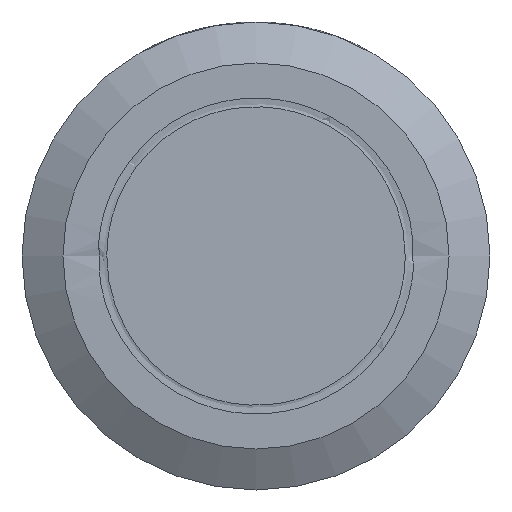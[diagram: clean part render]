
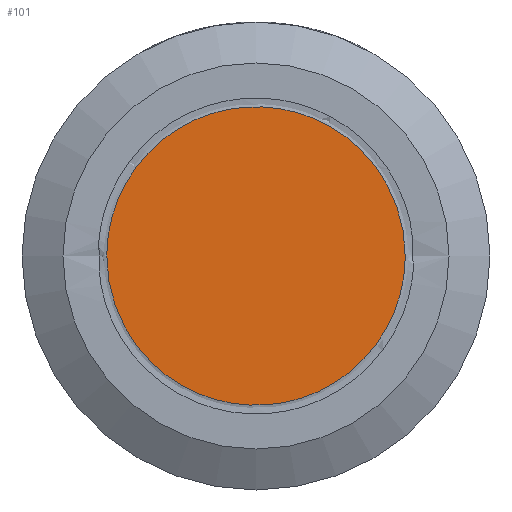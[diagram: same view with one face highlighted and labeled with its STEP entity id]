
A CAD part, front view. The second image highlights one B-rep face of the part: STEP entity #101.
In plain terms, the highlighted planar face has unit normal (0, -1, 0).
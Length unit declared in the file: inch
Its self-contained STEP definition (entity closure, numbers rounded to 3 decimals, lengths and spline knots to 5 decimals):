
#11 = CARTESIAN_POINT ( 'NONE',  ( -0.03065, 0., 0.04034 ) ) ;
#15 = DIRECTION ( 'NONE',  ( 0., -1., 0. ) ) ;
#16 = LINE ( 'NONE', #427, #421 ) ;
#17 = VERTEX_POINT ( 'NONE', #225 ) ;
#37 = CARTESIAN_POINT ( 'NONE',  ( -0.01995, 0., -0.04607 ) ) ;
#39 = CARTESIAN_POINT ( 'NONE',  ( 0.04603, 0., -0.02005 ) ) ;
#41 = CARTESIAN_POINT ( 'NONE',  ( -0.05018, 0., -0.00341 ) ) ;
#57 = EDGE_CURVE ( 'NONE', #623, #69, #241, .T. ) ;
#62 = CARTESIAN_POINT ( 'NONE',  ( -0.0502, 0., 0. ) ) ;
#65 = CARTESIAN_POINT ( 'NONE',  ( 0.04769, 0., 0.01568 ) ) ;
#67 = CARTESIAN_POINT ( 'NONE',  ( 0.04692, 0., 0.01786 ) ) ;
#69 = VERTEX_POINT ( 'NONE', #602 ) ;
#82 = CARTESIAN_POINT ( 'NONE',  ( 0.0412, 0., -0.02905 ) ) ;
#98 = CARTESIAN_POINT ( 'NONE',  ( -0.04769, 0., -0.01568 ) ) ;
#101 = ADVANCED_FACE ( 'NONE', ( #512 ), #124, .T. ) ;
#122 = CARTESIAN_POINT ( 'NONE',  ( 0.02383, 0., 0.04425 ) ) ;
#124 = PLANE ( 'NONE',  #202 ) ;
#138 = CARTESIAN_POINT ( 'NONE',  ( 0.00329, 0., -0.05019 ) ) ;
#141 = CARTESIAN_POINT ( 'NONE',  ( 0.04419, 0., -0.02392 ) ) ;
#144 = CARTESIAN_POINT ( 'NONE',  ( 0.04639, 0., -0.01919 ) ) ;
#170 = CARTESIAN_POINT ( 'NONE',  ( -0.01332, 0., 0.04845 ) ) ;
#173 = CARTESIAN_POINT ( 'NONE',  ( -0.00329, 0., 0.05019 ) ) ;
#184 = CARTESIAN_POINT ( 'NONE',  ( -0.04903, 0., 0.01253 ) ) ;
#189 = CARTESIAN_POINT ( 'NONE',  ( 0.0502, 0., 0. ) ) ;
#191 = CARTESIAN_POINT ( 'NONE',  ( -0.02896, 0., -0.04126 ) ) ;
#193 = CARTESIAN_POINT ( 'NONE',  ( -0.01909, 0., -0.04643 ) ) ;
#202 = AXIS2_PLACEMENT_3D ( 'NONE', #538, #15, #442 ) ;
#221 = CARTESIAN_POINT ( 'NONE',  ( 0.04972, 0., 0.0081 ) ) ;
#225 = CARTESIAN_POINT ( 'NONE',  ( -0.0502, 0., -0.00023 ) ) ;
#227 = CARTESIAN_POINT ( 'NONE',  ( 0.04403, 0., 0.02508 ) ) ;
#233 = CARTESIAN_POINT ( 'NONE',  ( -0.0502, 0., 0.00638 ) ) ;
#234 = CARTESIAN_POINT ( 'NONE',  ( -0.01243, 0., -0.04905 ) ) ;
#236 = CARTESIAN_POINT ( 'NONE',  ( -0.0502, 0., 0. ) ) ;
#241 = LINE ( 'NONE', #345, #588 ) ;
#242 = CARTESIAN_POINT ( 'NONE',  ( -0.04603, 0., 0.02005 ) ) ;
#250 = CARTESIAN_POINT ( 'NONE',  ( -0.04692, 0., -0.01786 ) ) ;
#251 = CARTESIAN_POINT ( 'NONE',  ( 0.01776, 0., -0.04696 ) ) ;
#254 = CARTESIAN_POINT ( 'NONE',  ( 0.0502, 0., 0. ) ) ;
#278 = EDGE_LOOP ( 'NONE', ( #525, #491, #391, #457 ) ) ;
#280 = EDGE_CURVE ( 'NONE', #17, #623, #328, .T. ) ;
#284 = CARTESIAN_POINT ( 'NONE',  ( -0.01707, 0., 0.04721 ) ) ;
#290 = CARTESIAN_POINT ( 'NONE',  ( 0.04842, 0., 0.01343 ) ) ;
#295 = DIRECTION ( 'NONE',  ( -0.002, 0., 1. ) ) ;
#298 = CARTESIAN_POINT ( 'NONE',  ( -0.04639, 0., 0.01919 ) ) ;
#307 = CARTESIAN_POINT ( 'NONE',  ( 0.04531, 0., -0.02162 ) ) ;
#313 = CARTESIAN_POINT ( 'NONE',  ( -0.02383, 0., -0.04425 ) ) ;
#314 = CARTESIAN_POINT ( 'NONE',  ( 0.02498, 0., -0.04409 ) ) ;
#328 = B_SPLINE_CURVE_WITH_KNOTS ( 'NONE', 3,
 ( #498, #41, #549, #562, #98, #417, #250, #631, #627, #364, #191, #313, #683, #37, #193, #234, #444, #138, #410, #358, #555, #503, #251, #314, #616, #621, #82, #141, #307, #39, #144, #415, #678, #189 ),
 .UNSPECIFIED., .F., .F.,
 ( 4, 1, 1, 2, 2, 2, 1, 1, 2, 2, 2, 1, 1, 2, 2, 2, 1, 1, 2, 2, 4 ),
 ( 0., 0.0625, 0.09375, 0.10938, 0.125, 0.25, 0.3125, 0.34375, 0.35938, 0.375, 0.5, 0.5625, 0.59375, 0.60938, 0.625, 0.75, 0.8125, 0.84375, 0.85938, 0.875, 1. ),
 .UNSPECIFIED. ) ;
#335 = CARTESIAN_POINT ( 'NONE',  ( 0.0502, 0., 0.00023 ) ) ;
#341 = CARTESIAN_POINT ( 'NONE',  ( -0.02498, 0., 0.04409 ) ) ;
#345 = CARTESIAN_POINT ( 'NONE',  ( 0.0502, 0., 0. ) ) ;
#358 = CARTESIAN_POINT ( 'NONE',  ( 0.01332, 0., -0.04845 ) ) ;
#364 = CARTESIAN_POINT ( 'NONE',  ( -0.03293, 0., -0.03805 ) ) ;
#383 = B_SPLINE_CURVE_WITH_KNOTS ( 'NONE', 3,
 ( #335, #541, #221, #290, #65, #392, #67, #227, #492, #600, #441, #122, #658, #660, #394, #446, #493, #173, #545, #170, #590, #284, #652, #341, #11, #490, #439, #487, #553, #242, #298, #184, #233, #236 ),
 .UNSPECIFIED., .F., .F.,
 ( 4, 1, 1, 2, 2, 2, 1, 1, 2, 2, 2, 1, 1, 2, 2, 2, 1, 1, 2, 2, 4 ),
 ( 0., 0.0625, 0.09375, 0.10938, 0.125, 0.25, 0.3125, 0.34375, 0.35938, 0.375, 0.5, 0.5625, 0.59375, 0.60938, 0.625, 0.75, 0.8125, 0.84375, 0.85938, 0.875, 1. ),
 .UNSPECIFIED. ) ;
#385 = VERTEX_POINT ( 'NONE', #62 ) ;
#391 = ORIENTED_EDGE ( 'NONE', *, *, #57, .T. ) ;
#392 = CARTESIAN_POINT ( 'NONE',  ( 0.04717, 0., 0.01718 ) ) ;
#394 = CARTESIAN_POINT ( 'NONE',  ( 0.01909, 0., 0.04643 ) ) ;
#403 = EDGE_CURVE ( 'NONE', #69, #385, #383, .T. ) ;
#410 = CARTESIAN_POINT ( 'NONE',  ( 0.00798, 0., -0.04974 ) ) ;
#415 = CARTESIAN_POINT ( 'NONE',  ( 0.04903, 0., -0.01253 ) ) ;
#417 = CARTESIAN_POINT ( 'NONE',  ( -0.04717, 0., -0.01718 ) ) ;
#421 = VECTOR ( 'NONE', #576, 39.37008 ) ;
#427 = CARTESIAN_POINT ( 'NONE',  ( -0.0502, 0., 0. ) ) ;
#439 = CARTESIAN_POINT ( 'NONE',  ( -0.0412, 0., 0.02905 ) ) ;
#441 = CARTESIAN_POINT ( 'NONE',  ( 0.02896, 0., 0.04126 ) ) ;
#442 = DIRECTION ( 'NONE',  ( 0., 0., -1. ) ) ;
#444 = CARTESIAN_POINT ( 'NONE',  ( -0.00625, 0., -0.05021 ) ) ;
#446 = CARTESIAN_POINT ( 'NONE',  ( 0.01243, 0., 0.04905 ) ) ;
#457 = ORIENTED_EDGE ( 'NONE', *, *, #403, .T. ) ;
#470 = EDGE_CURVE ( 'NONE', #385, #17, #16, .T. ) ;
#487 = CARTESIAN_POINT ( 'NONE',  ( -0.04419, 0., 0.02392 ) ) ;
#490 = CARTESIAN_POINT ( 'NONE',  ( -0.03797, 0., 0.03301 ) ) ;
#491 = ORIENTED_EDGE ( 'NONE', *, *, #280, .T. ) ;
#492 = CARTESIAN_POINT ( 'NONE',  ( 0.04027, 0., 0.03075 ) ) ;
#493 = CARTESIAN_POINT ( 'NONE',  ( 0.00625, 0., 0.05021 ) ) ;
#498 = CARTESIAN_POINT ( 'NONE',  ( -0.0502, 0., -0.00023 ) ) ;
#503 = CARTESIAN_POINT ( 'NONE',  ( 0.01707, 0., -0.04721 ) ) ;
#512 = FACE_OUTER_BOUND ( 'NONE', #278, .T. ) ;
#525 = ORIENTED_EDGE ( 'NONE', *, *, #470, .T. ) ;
#538 = CARTESIAN_POINT ( 'NONE',  ( 0., 0., 0. ) ) ;
#541 = CARTESIAN_POINT ( 'NONE',  ( 0.05018, 0., 0.00341 ) ) ;
#545 = CARTESIAN_POINT ( 'NONE',  ( -0.00798, 0., 0.04974 ) ) ;
#549 = CARTESIAN_POINT ( 'NONE',  ( -0.04972, 0., -0.0081 ) ) ;
#553 = CARTESIAN_POINT ( 'NONE',  ( -0.04531, 0., 0.02162 ) ) ;
#555 = CARTESIAN_POINT ( 'NONE',  ( 0.01557, 0., -0.04773 ) ) ;
#562 = CARTESIAN_POINT ( 'NONE',  ( -0.04842, 0., -0.01343 ) ) ;
#576 = DIRECTION ( 'NONE',  ( 0.002, 0., -1. ) ) ;
#588 = VECTOR ( 'NONE', #295, 39.37008 ) ;
#590 = CARTESIAN_POINT ( 'NONE',  ( -0.01557, 0., 0.04773 ) ) ;
#600 = CARTESIAN_POINT ( 'NONE',  ( 0.03293, 0., 0.03805 ) ) ;
#602 = CARTESIAN_POINT ( 'NONE',  ( 0.0502, 0., 0.00023 ) ) ;
#616 = CARTESIAN_POINT ( 'NONE',  ( 0.03065, 0., -0.04034 ) ) ;
#621 = CARTESIAN_POINT ( 'NONE',  ( 0.03797, 0., -0.03301 ) ) ;
#623 = VERTEX_POINT ( 'NONE', #254 ) ;
#627 = CARTESIAN_POINT ( 'NONE',  ( -0.04027, 0., -0.03075 ) ) ;
#631 = CARTESIAN_POINT ( 'NONE',  ( -0.04403, 0., -0.02508 ) ) ;
#652 = CARTESIAN_POINT ( 'NONE',  ( -0.01776, 0., 0.04696 ) ) ;
#658 = CARTESIAN_POINT ( 'NONE',  ( 0.02151, 0., 0.04536 ) ) ;
#660 = CARTESIAN_POINT ( 'NONE',  ( 0.01995, 0., 0.04607 ) ) ;
#678 = CARTESIAN_POINT ( 'NONE',  ( 0.0502, 0., -0.00638 ) ) ;
#683 = CARTESIAN_POINT ( 'NONE',  ( -0.02151, 0., -0.04536 ) ) ;
